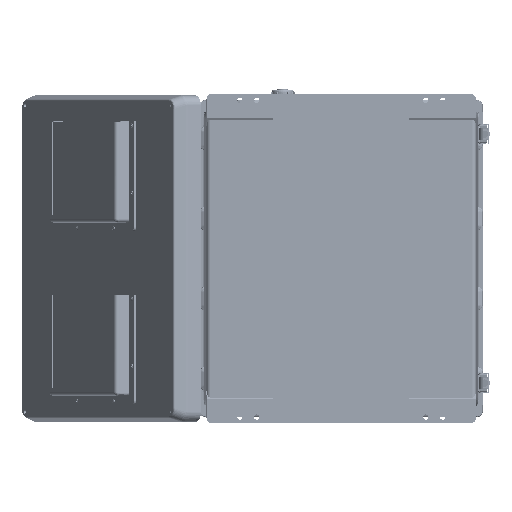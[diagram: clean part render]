
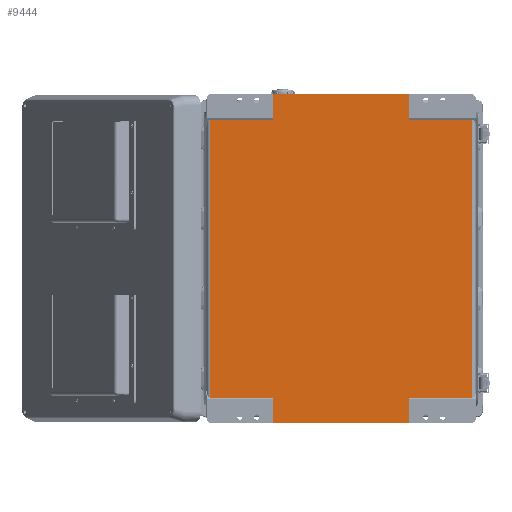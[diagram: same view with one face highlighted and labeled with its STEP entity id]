
A CAD part, front view. The second image highlights one B-rep face of the part: STEP entity #9444.
In plain terms, the highlighted planar face has unit normal (0, -1, 0).
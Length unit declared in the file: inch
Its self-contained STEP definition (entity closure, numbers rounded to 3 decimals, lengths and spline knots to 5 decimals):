
#9444 = ADVANCED_FACE ( 'NONE', ( #124022 ), #128960, .F. ) ;
#15527 = EDGE_CURVE ( 'NONE', #112422, #112421, #36174, .T. ) ;
#15528 = EDGE_CURVE ( 'NONE', #112422, #112428, #36184, .T. ) ;
#15530 = EDGE_CURVE ( 'NONE', #112428, #112429, #36190, .T. ) ;
#15532 = EDGE_CURVE ( 'NONE', #112415, #112429, #36203, .T. ) ;
#15534 = EDGE_CURVE ( 'NONE', #112426, #112415, #36196, .T. ) ;
#15535 = EDGE_CURVE ( 'NONE', #112424, #112426, #36211, .T. ) ;
#15537 = EDGE_CURVE ( 'NONE', #112424, #112423, #36218, .T. ) ;
#15541 = EDGE_CURVE ( 'NONE', #112420, #112414, #36232, .T. ) ;
#15545 = EDGE_CURVE ( 'NONE', #112434, #112404, #36240, .T. ) ;
#15548 = EDGE_CURVE ( 'NONE', #112421, #112434, #36223, .T. ) ;
#15784 = EDGE_CURVE ( 'NONE', #112423, #112420, #36760, .T. ) ;
#16021 = EDGE_CURVE ( 'NONE', #112414, #112404, #37162, .T. ) ;
#36174 = LINE ( 'NONE', #41730, #36193 ) ;
#36184 = LINE ( 'NONE', #41737, #36199 ) ;
#36190 = LINE ( 'NONE', #41738, #36207 ) ;
#36193 = VECTOR ( 'NONE', #41739, 39.37008 ) ;
#36196 = LINE ( 'NONE', #41740, #36220 ) ;
#36199 = VECTOR ( 'NONE', #41741, 39.37008 ) ;
#36203 = LINE ( 'NONE', #41744, #36215 ) ;
#36207 = VECTOR ( 'NONE', #41743, 39.37008 ) ;
#36211 = LINE ( 'NONE', #41742, #36227 ) ;
#36215 = VECTOR ( 'NONE', #41746, 39.37008 ) ;
#36218 = LINE ( 'NONE', #41745, #36236 ) ;
#36220 = VECTOR ( 'NONE', #41747, 39.37008 ) ;
#36223 = LINE ( 'NONE', #41748, #36259 ) ;
#36227 = VECTOR ( 'NONE', #41749, 39.37008 ) ;
#36232 = LINE ( 'NONE', #41752, #36243 ) ;
#36236 = VECTOR ( 'NONE', #41751, 39.37008 ) ;
#36240 = LINE ( 'NONE', #41754, #36250 ) ;
#36243 = VECTOR ( 'NONE', #41753, 39.37008 ) ;
#36250 = VECTOR ( 'NONE', #41756, 39.37008 ) ;
#36259 = VECTOR ( 'NONE', #41757, 39.37008 ) ;
#36760 = LINE ( 'NONE', #116478, #36773 ) ;
#36773 = VECTOR ( 'NONE', #116471, 39.37008 ) ;
#37162 = LINE ( 'NONE', #117897, #37172 ) ;
#37172 = VECTOR ( 'NONE', #117902, 39.37008 ) ;
#41730 = CARTESIAN_POINT ( 'NONE',  ( -7.73754, 0.05906, -1.51961 ) ) ;
#41737 = CARTESIAN_POINT ( 'NONE',  ( -8.11811, 0.05906, -17.96858 ) ) ;
#41738 = CARTESIAN_POINT ( 'NONE',  ( -4.03163, 0.05906, -20.34606 ) ) ;
#41739 = DIRECTION ( 'NONE',  ( 0., 0., 1. ) ) ;
#41740 = CARTESIAN_POINT ( 'NONE',  ( 4.03163, 0.05906, -20.34606 ) ) ;
#41741 = DIRECTION ( 'NONE',  ( 1., 0., 0. ) ) ;
#41742 = CARTESIAN_POINT ( 'NONE',  ( 8.11811, 0.05906, -17.96858 ) ) ;
#41743 = DIRECTION ( 'NONE',  ( 0., 0., -1. ) ) ;
#41744 = CARTESIAN_POINT ( 'NONE',  ( 8.11811, 0.05906, -19.48819 ) ) ;
#41745 = CARTESIAN_POINT ( 'NONE',  ( 7.73754, 0.05906, -1.51961 ) ) ;
#41746 = DIRECTION ( 'NONE',  ( -1., 0., 0. ) ) ;
#41747 = DIRECTION ( 'NONE',  ( 0., 0., -1. ) ) ;
#41748 = CARTESIAN_POINT ( 'NONE',  ( -8.11811, 0.05906, -1.51961 ) ) ;
#41749 = DIRECTION ( 'NONE',  ( -1., 0., 0. ) ) ;
#41751 = DIRECTION ( 'NONE',  ( 0., 0., 1. ) ) ;
#41752 = CARTESIAN_POINT ( 'NONE',  ( 4.03163, 0.05906, 0.85787 ) ) ;
#41753 = DIRECTION ( 'NONE',  ( 0., 0., 1. ) ) ;
#41754 = CARTESIAN_POINT ( 'NONE',  ( -4.03163, 0.05906, 0.85787 ) ) ;
#41756 = DIRECTION ( 'NONE',  ( 0., 0., 1. ) ) ;
#41757 = DIRECTION ( 'NONE',  ( 1., 0., 0. ) ) ;
#61368 = AXIS2_PLACEMENT_3D ( 'NONE', #128963, #128974, #128976 ) ;
#102735 = ORIENTED_EDGE ( 'NONE', *, *, #15527, .F. ) ;
#102737 = ORIENTED_EDGE ( 'NONE', *, *, #15528, .T. ) ;
#102739 = ORIENTED_EDGE ( 'NONE', *, *, #15530, .T. ) ;
#102741 = ORIENTED_EDGE ( 'NONE', *, *, #15532, .F. ) ;
#102743 = ORIENTED_EDGE ( 'NONE', *, *, #15534, .F. ) ;
#102745 = ORIENTED_EDGE ( 'NONE', *, *, #15535, .F. ) ;
#102747 = ORIENTED_EDGE ( 'NONE', *, *, #15537, .T. ) ;
#102749 = ORIENTED_EDGE ( 'NONE', *, *, #15784, .T. ) ;
#102751 = ORIENTED_EDGE ( 'NONE', *, *, #15541, .T. ) ;
#102753 = ORIENTED_EDGE ( 'NONE', *, *, #16021, .T. ) ;
#102755 = ORIENTED_EDGE ( 'NONE', *, *, #15545, .F. ) ;
#102757 = ORIENTED_EDGE ( 'NONE', *, *, #15548, .F. ) ;
#107575 = EDGE_LOOP ( 'NONE', ( #102735, #102737, #102739, #102741, #102743, #102745, #102747, #102749, #102751, #102753, #102755, #102757 ) ) ;
#112404 = VERTEX_POINT ( 'NONE', #127166 ) ;
#112414 = VERTEX_POINT ( 'NONE', #127182 ) ;
#112415 = VERTEX_POINT ( 'NONE', #127184 ) ;
#112420 = VERTEX_POINT ( 'NONE', #127192 ) ;
#112421 = VERTEX_POINT ( 'NONE', #127193 ) ;
#112422 = VERTEX_POINT ( 'NONE', #127194 ) ;
#112423 = VERTEX_POINT ( 'NONE', #127196 ) ;
#112424 = VERTEX_POINT ( 'NONE', #127198 ) ;
#112426 = VERTEX_POINT ( 'NONE', #127201 ) ;
#112428 = VERTEX_POINT ( 'NONE', #127204 ) ;
#112429 = VERTEX_POINT ( 'NONE', #127206 ) ;
#112434 = VERTEX_POINT ( 'NONE', #127210 ) ;
#116471 = DIRECTION ( 'NONE',  ( -1., 0., 0. ) ) ;
#116478 = CARTESIAN_POINT ( 'NONE',  ( 8.11811, 0.05906, -1.51961 ) ) ;
#117897 = CARTESIAN_POINT ( 'NONE',  ( 8.11811, 0.05906, 0. ) ) ;
#117902 = DIRECTION ( 'NONE',  ( -1., 0., 0. ) ) ;
#124022 = FACE_OUTER_BOUND ( 'NONE', #107575, .T. ) ;
#127166 = CARTESIAN_POINT ( 'NONE',  ( -4.03163, 0.05906, 0. ) ) ;
#127182 = CARTESIAN_POINT ( 'NONE',  ( 4.03163, 0.05906, 0. ) ) ;
#127184 = CARTESIAN_POINT ( 'NONE',  ( 4.03163, 0.05906, -19.48819 ) ) ;
#127192 = CARTESIAN_POINT ( 'NONE',  ( 4.03163, 0.05906, -1.51961 ) ) ;
#127193 = CARTESIAN_POINT ( 'NONE',  ( -7.73754, 0.05906, -1.51961 ) ) ;
#127194 = CARTESIAN_POINT ( 'NONE',  ( -7.73754, 0.05906, -17.96858 ) ) ;
#127196 = CARTESIAN_POINT ( 'NONE',  ( 7.73754, 0.05906, -1.51961 ) ) ;
#127198 = CARTESIAN_POINT ( 'NONE',  ( 7.73754, 0.05906, -17.96858 ) ) ;
#127201 = CARTESIAN_POINT ( 'NONE',  ( 4.03163, 0.05906, -17.96858 ) ) ;
#127204 = CARTESIAN_POINT ( 'NONE',  ( -4.03163, 0.05906, -17.96858 ) ) ;
#127206 = CARTESIAN_POINT ( 'NONE',  ( -4.03163, 0.05906, -19.48819 ) ) ;
#127210 = CARTESIAN_POINT ( 'NONE',  ( -4.03163, 0.05906, -1.51961 ) ) ;
#128960 = PLANE ( 'NONE',  #61368 ) ;
#128963 = CARTESIAN_POINT ( 'NONE',  ( 8.11811, 0.05906, -1.51961 ) ) ;
#128974 = DIRECTION ( 'NONE',  ( 0., 1., 0. ) ) ;
#128976 = DIRECTION ( 'NONE',  ( 0., 0., 1. ) ) ;
